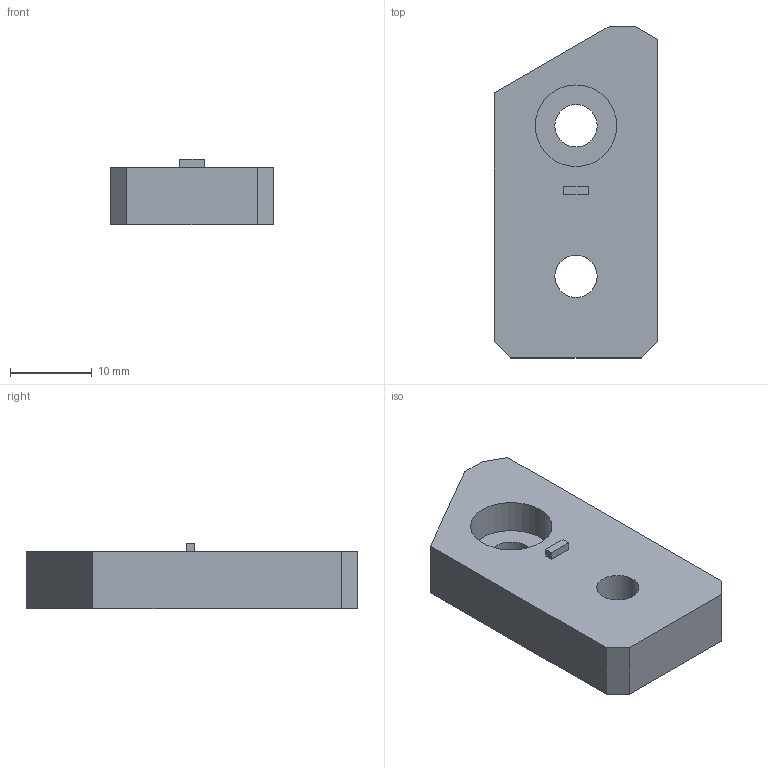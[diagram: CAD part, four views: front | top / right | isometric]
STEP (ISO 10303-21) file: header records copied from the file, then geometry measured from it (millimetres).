
FILE_DESCRIPTION(/* description */ ('front_idler_right_top_V5.6'),/* implementation_level */ '2;1');
FILE_NAME(/* name */ 'Front right top V1.step',/* time_stamp */ '2024-11-14T14:14:23+08:00',/* author */ (''),/* organization */ (''),/* preprocessor_version */ 'ST-DEVELOPER v20',/* originating_system */ 'Autodesk Translation Framework v13.20.0.188',/* authorisation */ '');
FILE_SCHEMA (('AUTOMOTIVE_DESIGN { 1 0 10303 214 3 1 1 }'));
Length unit declared in the file: metre
Products named in the file (1): front_idler_right_top_V5.6
Bounding box: 20 x 40.68 x 8 mm (x, y, z)
Volume: 4709.1 mm3; surface area: 2493 mm2
Topology: 1 solids, 1 shells, 20 faces, 48 edges, 32 vertices
Faces by surface type: plane 16, cylinder 3, cone 1
Full cylindrical faces by diameter (mm): 5.2 x2, 10 x1
Entity records: 628 total; most frequent: CARTESIAN_POINT 101, DIRECTION 98, ORIENTED_EDGE 96, EDGE_CURVE 48, LINE 40, VECTOR 40, VERTEX_POINT 32, AXIS2_PLACEMENT_3D 29
